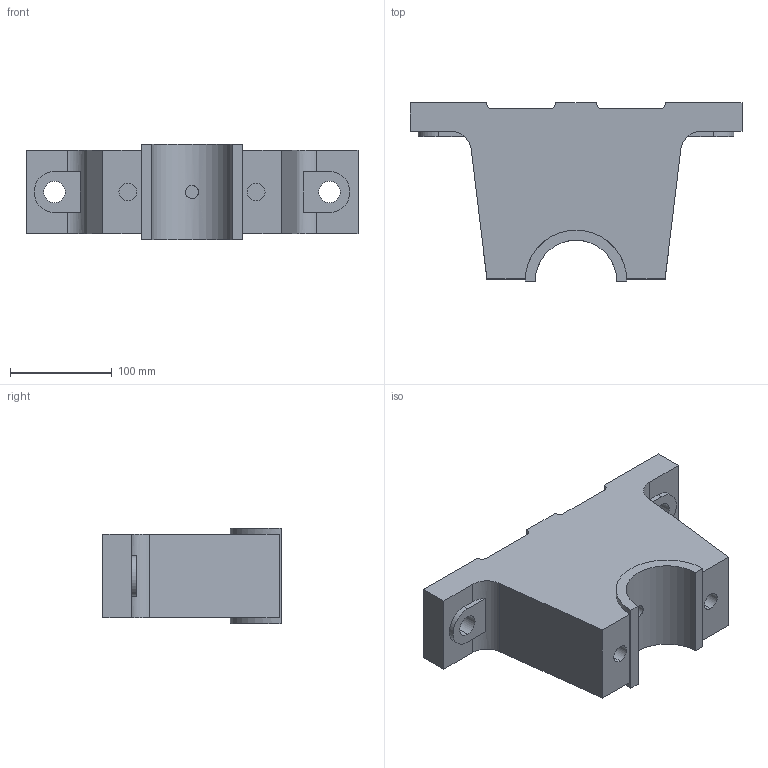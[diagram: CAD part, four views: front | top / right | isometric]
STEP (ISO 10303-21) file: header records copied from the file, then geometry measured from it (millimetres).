
FILE_DESCRIPTION (( 'STEP AP214' ), '1' );
FILE_NAME ('Part1^Axle Bearing.STEP', '2025-02-11T23:26:32', ( '' ), ( '' ), 'SwSTEP 2.0', 'SolidWorks 2024', '' );
FILE_SCHEMA (( 'AUTOMOTIVE_DESIGN' ));
Length unit declared in the file: millimetre
Products named in the file (1): Part1^Axle Bearing
Bounding box: 326 x 175 x 94 mm (x, y, z)
Volume: 1944946 mm3; surface area: 192756.1 mm2
Topology: 1 solids, 1 shells, 57 faces, 153 edges, 102 vertices
Faces by surface type: plane 31, cylinder 26
Entity records: 1997 total; most frequent: CARTESIAN_POINT 482, DIRECTION 319, ORIENTED_EDGE 306, EDGE_CURVE 153, AXIS2_PLACEMENT_3D 112, VERTEX_POINT 102, LINE 95, VECTOR 95
